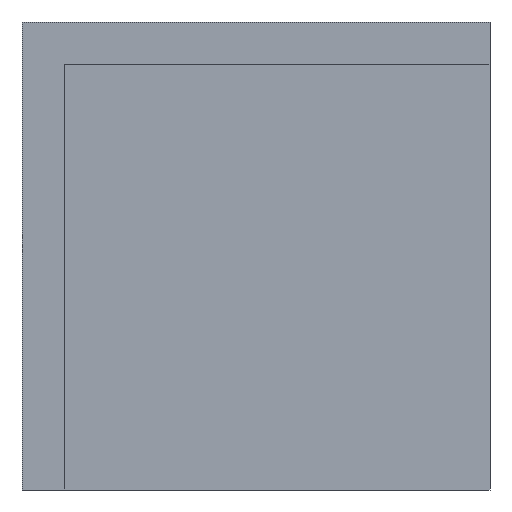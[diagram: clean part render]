
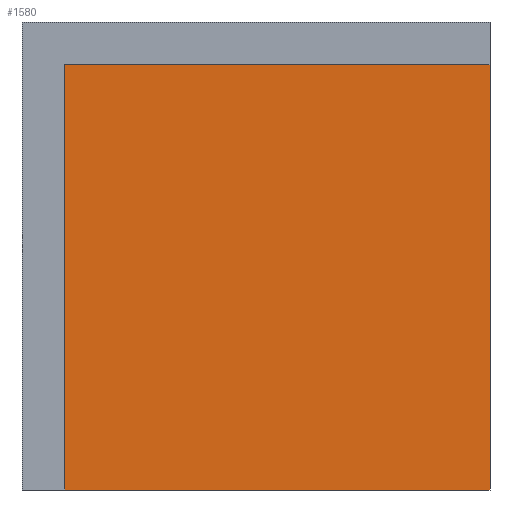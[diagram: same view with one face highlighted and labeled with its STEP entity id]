
A CAD part, front view. The second image highlights one B-rep face of the part: STEP entity #1580.
In plain terms, the highlighted planar face has unit normal (0, -1, 0).
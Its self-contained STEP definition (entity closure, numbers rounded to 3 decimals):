
#1190=CARTESIAN_POINT('',(0.,50.,0.));
#1200=DIRECTION('',(-0.,1.,0.));
#1210=DIRECTION('',(1.,0.,0.));
#1220=AXIS2_PLACEMENT_3D('',#1190,#1200,#1210);
#1230=PLANE('',#1220);
#1240=CARTESIAN_POINT('',(0.,50.,-0.));
#1250=DIRECTION('',(-1.,0.,-0.));
#1260=VECTOR('',#1250,1.);
#1270=LINE('',#1240,#1260);
#1280=CARTESIAN_POINT('',(22.,50.,0.));
#1290=VERTEX_POINT('',#1280);
#1300=CARTESIAN_POINT('',(2.,50.,0.));
#1310=VERTEX_POINT('',#1300);
#1320=EDGE_CURVE('',#1290,#1310,#1270,.T.);
#1330=ORIENTED_EDGE('',*,*,#1320,.F.);
#1340=CARTESIAN_POINT('',(2.,50.,0.));
#1350=DIRECTION('',(0.,0.,-1.));
#1360=VECTOR('',#1350,1.);
#1370=LINE('',#1340,#1360);
#1380=CARTESIAN_POINT('',(2.,50.,20.));
#1390=VERTEX_POINT('',#1380);
#1400=EDGE_CURVE('',#1390,#1310,#1370,.T.);
#1410=ORIENTED_EDGE('',*,*,#1400,.T.);
#1420=CARTESIAN_POINT('',(0.,50.,20.));
#1430=DIRECTION('',(-1.,0.,0.));
#1440=VECTOR('',#1430,1.);
#1450=LINE('',#1420,#1440);
#1460=CARTESIAN_POINT('',(22.,50.,20.));
#1470=VERTEX_POINT('',#1460);
#1480=EDGE_CURVE('',#1470,#1390,#1450,.T.);
#1490=ORIENTED_EDGE('',*,*,#1480,.T.);
#1500=CARTESIAN_POINT('',(22.,50.,0.));
#1510=DIRECTION('',(-0.,-0.,1.));
#1520=VECTOR('',#1510,1.);
#1530=LINE('',#1500,#1520);
#1540=EDGE_CURVE('',#1290,#1470,#1530,.T.);
#1550=ORIENTED_EDGE('',*,*,#1540,.T.);
#1560=EDGE_LOOP('',(#1550,#1490,#1410,#1330));
#1570=FACE_OUTER_BOUND('',#1560,.T.);
#1580=ADVANCED_FACE('',(#1570),#1230,.F.);
